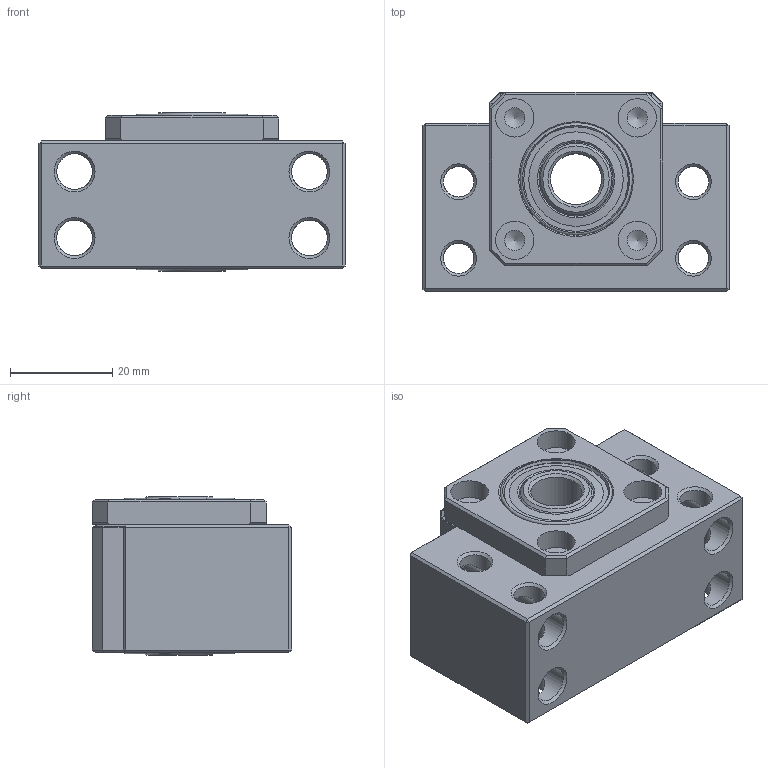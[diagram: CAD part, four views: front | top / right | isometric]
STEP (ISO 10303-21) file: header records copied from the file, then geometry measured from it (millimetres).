
FILE_DESCRIPTION(/* description */ (''),/* implementation_level */ '2;1');
FILE_NAME(/* name */ 'BK10.step',/* time_stamp */ '2024-03-04T18:40:06Z',/* author */ (''),/* organization */ (''),/* preprocessor_version */ 'ST-DEVELOPER v20',/* originating_system */ 'Autodesk Translation Framework v12.20.1.177',/* authorisation */ '');
FILE_SCHEMA (('AUTOMOTIVE_DESIGN { 1 0 10303 214 3 1 1 }'));
Length unit declared in the file: millimetre
Products named in the file (1): BK10
Bounding box: 60 x 39 x 31 mm (x, y, z)
Volume: 48570.4 mm3; surface area: 23080.4 mm2
Topology: 4 solids, 4 shells, 155 faces, 399 edges, 248 vertices
Faces by surface type: plane 83, cylinder 40, cone 30, torus 2
Full cylindrical faces by diameter (mm): 4 x8, 6 x12, 7 x4, 7.5 x4, 10 x1, 11 x4, 14 x2, 20.466 x2, 22 x3
Entity records: 5389 total; most frequent: CARTESIAN_POINT 1487, ORIENTED_EDGE 790, DIRECTION 771, EDGE_CURVE 395, AXIS2_PLACEMENT_3D 268, VERTEX_POINT 248, LINE 235, VECTOR 235
